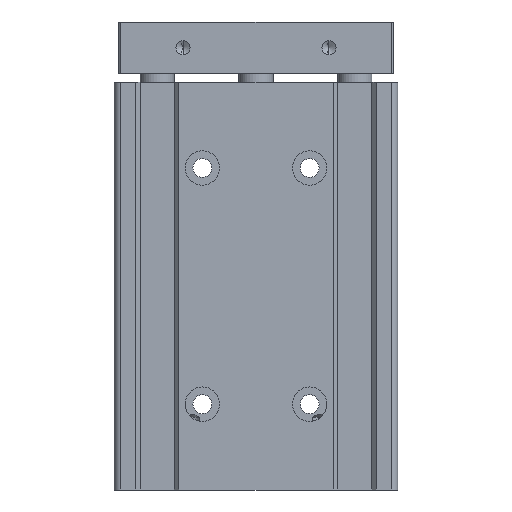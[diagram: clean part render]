
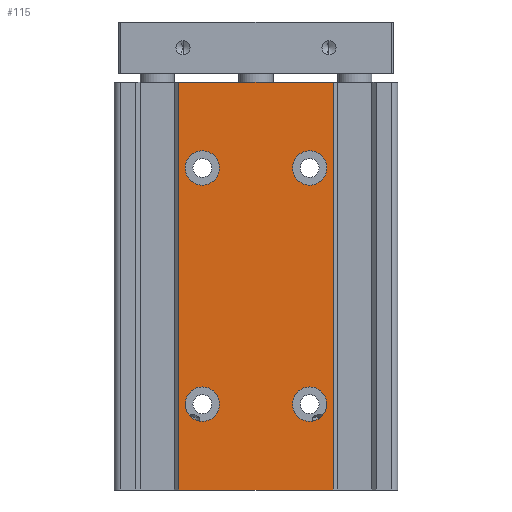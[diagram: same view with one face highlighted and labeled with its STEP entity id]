
A CAD part, front view. The second image highlights one B-rep face of the part: STEP entity #115.
In plain terms, the highlighted planar face has unit normal (0, -1, 0).
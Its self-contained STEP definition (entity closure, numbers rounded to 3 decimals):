
#5 = VERTEX_POINT ( 'NONE', #2281 ) ;
#6 = EDGE_CURVE ( 'NONE', #5, #12, #2280, .T. ) ;
#12 = VERTEX_POINT ( 'NONE', #2268 ) ;
#111 = ORIENTED_EDGE ( 'NONE', *, *, #765, .F. ) ;
#112 = EDGE_LOOP ( 'NONE', ( #113, #111 ) ) ;
#113 = ORIENTED_EDGE ( 'NONE', *, *, #114, .F. ) ;
#114 = EDGE_CURVE ( 'NONE', #766, #763, #2406, .T. ) ;
#115 = ADVANCED_FACE ( 'NONE', ( #2401, #2400, #2399, #2398, #2397 ), #2396, .T. ) ;
#116 = ORIENTED_EDGE ( 'NONE', *, *, #117, .F. ) ;
#117 = EDGE_CURVE ( 'NONE', #441, #448, #2458, .T. ) ;
#120 = EDGE_CURVE ( 'NONE', #409, #408, #2449, .T. ) ;
#122 = ORIENTED_EDGE ( 'NONE', *, *, #440, .F. ) ;
#123 = EDGE_CURVE ( 'NONE', #12, #5, #2445, .T. ) ;
#124 = ORIENTED_EDGE ( 'NONE', *, *, #123, .F. ) ;
#125 = EDGE_LOOP ( 'NONE', ( #124, #128 ) ) ;
#126 = EDGE_CURVE ( 'NONE', #146, #134, #2440, .T. ) ;
#127 = EDGE_LOOP ( 'NONE', ( #116, #122 ) ) ;
#128 = ORIENTED_EDGE ( 'NONE', *, *, #6, .F. ) ;
#129 = ORIENTED_EDGE ( 'NONE', *, *, #647, .F. ) ;
#131 = EDGE_LOOP ( 'NONE', ( #132, #135, #147, #148 ) ) ;
#132 = ORIENTED_EDGE ( 'NONE', *, *, #133, .F. ) ;
#133 = EDGE_CURVE ( 'NONE', #134, #408, #2436, .T. ) ;
#134 = VERTEX_POINT ( 'NONE', #2432 ) ;
#135 = ORIENTED_EDGE ( 'NONE', *, *, #126, .F. ) ;
#142 = EDGE_CURVE ( 'NONE', #146, #409, #2485, .T. ) ;
#146 = VERTEX_POINT ( 'NONE', #2471 ) ;
#147 = ORIENTED_EDGE ( 'NONE', *, *, #142, .T. ) ;
#148 = ORIENTED_EDGE ( 'NONE', *, *, #120, .T. ) ;
#392 = EDGE_LOOP ( 'NONE', ( #393, #129 ) ) ;
#393 = ORIENTED_EDGE ( 'NONE', *, *, #394, .F. ) ;
#394 = EDGE_CURVE ( 'NONE', #648, #726, #2952, .T. ) ;
#408 = VERTEX_POINT ( 'NONE', #2988 ) ;
#409 = VERTEX_POINT ( 'NONE', #2987 ) ;
#440 = EDGE_CURVE ( 'NONE', #448, #441, #3064, .T. ) ;
#441 = VERTEX_POINT ( 'NONE', #3059 ) ;
#448 = VERTEX_POINT ( 'NONE', #3047 ) ;
#647 = EDGE_CURVE ( 'NONE', #726, #648, #3430, .T. ) ;
#648 = VERTEX_POINT ( 'NONE', #3426 ) ;
#726 = VERTEX_POINT ( 'NONE', #3602 ) ;
#763 = VERTEX_POINT ( 'NONE', #3664 ) ;
#765 = EDGE_CURVE ( 'NONE', #763, #766, #3663, .T. ) ;
#766 = VERTEX_POINT ( 'NONE', #3658 ) ;
#2268 = CARTESIAN_POINT ( 'NONE',  ( 12.5, 0., -24. ) ) ;
#2276 = DIRECTION ( 'NONE',  ( 0., 0., -1. ) ) ;
#2277 = DIRECTION ( 'NONE',  ( 0., -1., 0. ) ) ;
#2278 = CARTESIAN_POINT ( 'NONE',  ( 12.5, 0., -20. ) ) ;
#2279 = AXIS2_PLACEMENT_3D ( 'NONE', #2278, #2277, #2276 ) ;
#2280 = CIRCLE ( 'NONE', #2279, 4. ) ;
#2281 = CARTESIAN_POINT ( 'NONE',  ( 12.5, 0., -16. ) ) ;
#2392 = DIRECTION ( 'NONE',  ( 0., 0., -1. ) ) ;
#2393 = DIRECTION ( 'NONE',  ( 0., -1., 0. ) ) ;
#2394 = CARTESIAN_POINT ( 'NONE',  ( -18., 0., -95. ) ) ;
#2395 = AXIS2_PLACEMENT_3D ( 'NONE', #2394, #2393, #2392 ) ;
#2396 = PLANE ( 'NONE',  #2395 ) ;
#2397 = FACE_OUTER_BOUND ( 'NONE', #131, .T. ) ;
#2398 = FACE_BOUND ( 'NONE', #127, .T. ) ;
#2399 = FACE_BOUND ( 'NONE', #125, .T. ) ;
#2400 = FACE_BOUND ( 'NONE', #392, .T. ) ;
#2401 = FACE_BOUND ( 'NONE', #112, .T. ) ;
#2402 = DIRECTION ( 'NONE',  ( 0., 0., -1. ) ) ;
#2403 = DIRECTION ( 'NONE',  ( 0., -1., 0. ) ) ;
#2404 = CARTESIAN_POINT ( 'NONE',  ( 12.5, 0., -75. ) ) ;
#2405 = AXIS2_PLACEMENT_3D ( 'NONE', #2404, #2403, #2402 ) ;
#2406 = CIRCLE ( 'NONE', #2405, 4. ) ;
#2432 = CARTESIAN_POINT ( 'NONE',  ( -18., 0., 0. ) ) ;
#2433 = DIRECTION ( 'NONE',  ( 1., 0., 0. ) ) ;
#2434 = VECTOR ( 'NONE', #2433, 1000. ) ;
#2435 = CARTESIAN_POINT ( 'NONE',  ( -18., 0., 0. ) ) ;
#2436 = LINE ( 'NONE', #2435, #2434 ) ;
#2437 = DIRECTION ( 'NONE',  ( 0., 0., 1. ) ) ;
#2438 = VECTOR ( 'NONE', #2437, 1000. ) ;
#2439 = CARTESIAN_POINT ( 'NONE',  ( -18., 0., -95. ) ) ;
#2440 = LINE ( 'NONE', #2439, #2438 ) ;
#2441 = DIRECTION ( 'NONE',  ( 0., 0., -1. ) ) ;
#2442 = DIRECTION ( 'NONE',  ( 0., -1., 0. ) ) ;
#2443 = CARTESIAN_POINT ( 'NONE',  ( 12.5, 0., -20. ) ) ;
#2444 = AXIS2_PLACEMENT_3D ( 'NONE', #2443, #2442, #2441 ) ;
#2445 = CIRCLE ( 'NONE', #2444, 4. ) ;
#2446 = DIRECTION ( 'NONE',  ( 0., 0., 1. ) ) ;
#2447 = VECTOR ( 'NONE', #2446, 1000. ) ;
#2448 = CARTESIAN_POINT ( 'NONE',  ( 18., 0., -95. ) ) ;
#2449 = LINE ( 'NONE', #2448, #2447 ) ;
#2454 = DIRECTION ( 'NONE',  ( 0., 0., -1. ) ) ;
#2455 = DIRECTION ( 'NONE',  ( 0., -1., 0. ) ) ;
#2456 = CARTESIAN_POINT ( 'NONE',  ( -12.5, 0., -20. ) ) ;
#2457 = AXIS2_PLACEMENT_3D ( 'NONE', #2456, #2455, #2454 ) ;
#2458 = CIRCLE ( 'NONE', #2457, 4. ) ;
#2471 = CARTESIAN_POINT ( 'NONE',  ( -18., 0., -95. ) ) ;
#2482 = DIRECTION ( 'NONE',  ( 1., 0., 0. ) ) ;
#2483 = VECTOR ( 'NONE', #2482, 1000. ) ;
#2484 = CARTESIAN_POINT ( 'NONE',  ( -18., 0., -95. ) ) ;
#2485 = LINE ( 'NONE', #2484, #2483 ) ;
#2948 = DIRECTION ( 'NONE',  ( 0., 0., -1. ) ) ;
#2949 = DIRECTION ( 'NONE',  ( 0., -1., 0. ) ) ;
#2950 = CARTESIAN_POINT ( 'NONE',  ( -12.5, 0., -75. ) ) ;
#2951 = AXIS2_PLACEMENT_3D ( 'NONE', #2950, #2949, #2948 ) ;
#2952 = CIRCLE ( 'NONE', #2951, 4. ) ;
#2987 = CARTESIAN_POINT ( 'NONE',  ( 18., 0., -95. ) ) ;
#2988 = CARTESIAN_POINT ( 'NONE',  ( 18., 0., 0. ) ) ;
#3047 = CARTESIAN_POINT ( 'NONE',  ( -12.5, 0., -16. ) ) ;
#3059 = CARTESIAN_POINT ( 'NONE',  ( -12.5, 0., -24. ) ) ;
#3060 = DIRECTION ( 'NONE',  ( 0., 0., -1. ) ) ;
#3061 = DIRECTION ( 'NONE',  ( 0., -1., 0. ) ) ;
#3062 = CARTESIAN_POINT ( 'NONE',  ( -12.5, 0., -20. ) ) ;
#3063 = AXIS2_PLACEMENT_3D ( 'NONE', #3062, #3061, #3060 ) ;
#3064 = CIRCLE ( 'NONE', #3063, 4. ) ;
#3426 = CARTESIAN_POINT ( 'NONE',  ( -12.5, 0., -79. ) ) ;
#3427 = DIRECTION ( 'NONE',  ( 0., 0., -1. ) ) ;
#3428 = DIRECTION ( 'NONE',  ( 0., -1., 0. ) ) ;
#3429 = AXIS2_PLACEMENT_3D ( 'NONE', #3435, #3428, #3427 ) ;
#3430 = CIRCLE ( 'NONE', #3429, 4. ) ;
#3435 = CARTESIAN_POINT ( 'NONE',  ( -12.5, 0., -75. ) ) ;
#3602 = CARTESIAN_POINT ( 'NONE',  ( -12.5, 0., -71. ) ) ;
#3658 = CARTESIAN_POINT ( 'NONE',  ( 12.5, 0., -79. ) ) ;
#3659 = DIRECTION ( 'NONE',  ( 0., 0., -1. ) ) ;
#3660 = DIRECTION ( 'NONE',  ( 0., -1., 0. ) ) ;
#3661 = CARTESIAN_POINT ( 'NONE',  ( 12.5, 0., -75. ) ) ;
#3662 = AXIS2_PLACEMENT_3D ( 'NONE', #3661, #3660, #3659 ) ;
#3663 = CIRCLE ( 'NONE', #3662, 4. ) ;
#3664 = CARTESIAN_POINT ( 'NONE',  ( 12.5, 0., -71. ) ) ;
